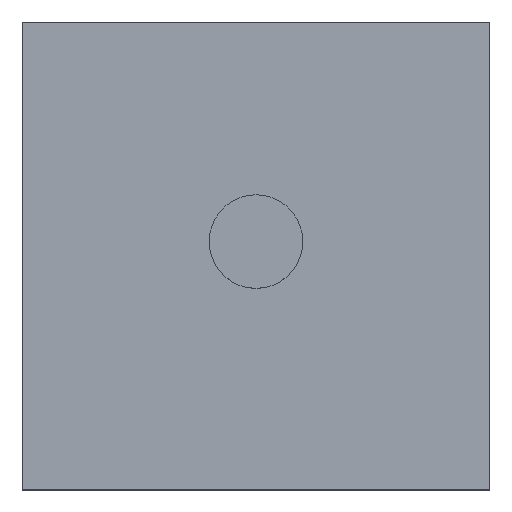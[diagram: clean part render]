
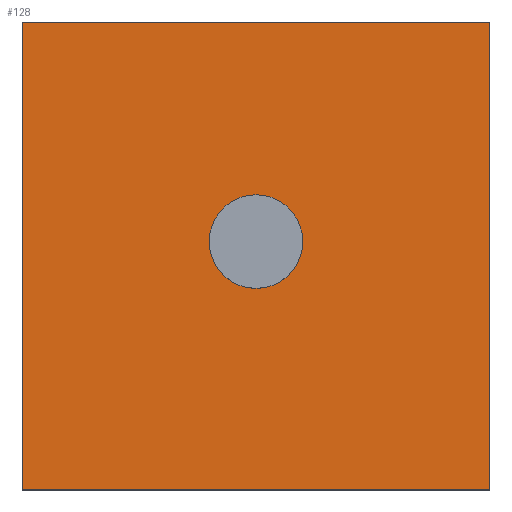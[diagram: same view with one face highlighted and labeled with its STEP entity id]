
A CAD part, top view. The second image highlights one B-rep face of the part: STEP entity #128.
In plain terms, the highlighted planar face has unit normal (0, 0, 1).
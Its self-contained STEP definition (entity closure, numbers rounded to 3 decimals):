
#16=FACE_BOUND('',#32,.T.);
#17=CIRCLE('',#157,5.);
#23=FACE_OUTER_BOUND('',#31,.T.);
#31=EDGE_LOOP('',(#103,#104,#105,#106));
#32=EDGE_LOOP('',(#107));
#38=LINE('',#205,#51);
#41=LINE('',#211,#54);
#44=LINE('',#217,#57);
#47=LINE('',#221,#60);
#51=VECTOR('',#168,10.);
#54=VECTOR('',#173,10.);
#57=VECTOR('',#178,10.);
#60=VECTOR('',#183,10.);
#64=VERTEX_POINT('',#202);
#65=VERTEX_POINT('',#204);
#67=VERTEX_POINT('',#210);
#69=VERTEX_POINT('',#216);
#70=VERTEX_POINT('',#223);
#74=EDGE_CURVE('',#65,#64,#38,.T.);
#77=EDGE_CURVE('',#67,#65,#41,.T.);
#80=EDGE_CURVE('',#69,#67,#44,.T.);
#83=EDGE_CURVE('',#64,#69,#47,.T.);
#84=EDGE_CURVE('',#70,#70,#17,.T.);
#103=ORIENTED_EDGE('',*,*,#83,.T.);
#104=ORIENTED_EDGE('',*,*,#80,.T.);
#105=ORIENTED_EDGE('',*,*,#77,.T.);
#106=ORIENTED_EDGE('',*,*,#74,.T.);
#107=ORIENTED_EDGE('',*,*,#84,.F.);
#121=PLANE('',#156);
#128=ADVANCED_FACE('',(#23,#16),#121,.T.);
#156=AXIS2_PLACEMENT_3D('',#222,#184,#185);
#157=AXIS2_PLACEMENT_3D('',#224,#186,#187);
#168=DIRECTION('',(0.,1.,0.));
#173=DIRECTION('',(1.,0.,0.));
#178=DIRECTION('',(0.,-1.,0.));
#183=DIRECTION('',(-1.,0.,0.));
#184=DIRECTION('center_axis',(0.,0.,1.));
#185=DIRECTION('ref_axis',(1.,0.,0.));
#186=DIRECTION('center_axis',(0.,0.,1.));
#187=DIRECTION('ref_axis',(1.,0.,0.));
#202=CARTESIAN_POINT('',(25.,25.,4.));
#204=CARTESIAN_POINT('',(25.,-25.,4.));
#205=CARTESIAN_POINT('',(25.,-25.,4.));
#210=CARTESIAN_POINT('',(-25.,-25.,4.));
#211=CARTESIAN_POINT('',(-25.,-25.,4.));
#216=CARTESIAN_POINT('',(-25.,25.,4.));
#217=CARTESIAN_POINT('',(-25.,25.,4.));
#221=CARTESIAN_POINT('',(25.,25.,4.));
#222=CARTESIAN_POINT('Origin',(0.,0.,
4.));
#223=CARTESIAN_POINT('',(-5.,1.531,4.));
#224=CARTESIAN_POINT('Origin',(0.,1.531,4.));
